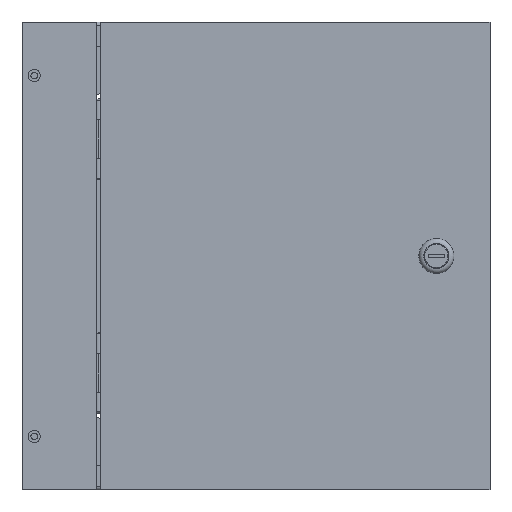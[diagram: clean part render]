
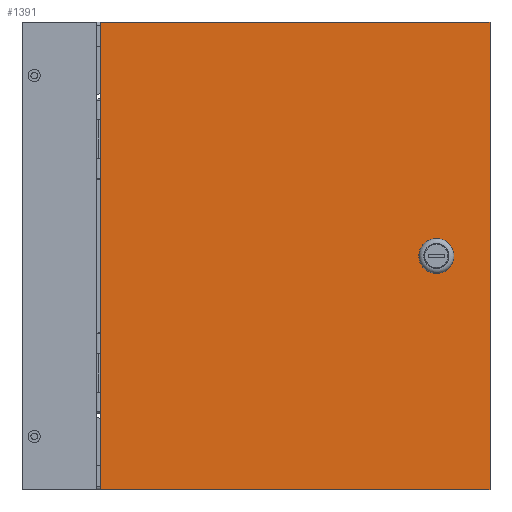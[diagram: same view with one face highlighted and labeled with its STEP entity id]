
A CAD part, front view. The second image highlights one B-rep face of the part: STEP entity #1391.
In plain terms, the highlighted planar face has unit normal (0, -1, 0).
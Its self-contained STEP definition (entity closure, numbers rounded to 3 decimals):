
#1391 = ADVANCED_FACE( '', ( #2928, #2929 ), #2930, .T. );
#2928 = FACE_BOUND( '', #15873, .T. );
#2929 = FACE_OUTER_BOUND( '', #15874, .T. );
#2930 = PLANE( '', #15875 );
#15873 = EDGE_LOOP( '', ( #35137, #35138, #35139, #35140 ) );
#15874 = EDGE_LOOP( '', ( #35141, #35142, #35143, #35144 ) );
#15875 = AXIS2_PLACEMENT_3D( '', #35145, #35146, #35147 );
#35137 = ORIENTED_EDGE( '', *, *, #38631, .F. );
#35138 = ORIENTED_EDGE( '', *, *, #39138, .F. );
#35139 = ORIENTED_EDGE( '', *, *, #39139, .F. );
#35140 = ORIENTED_EDGE( '', *, *, #39140, .F. );
#35141 = ORIENTED_EDGE( '', *, *, #39141, .T. );
#35142 = ORIENTED_EDGE( '', *, *, #39142, .T. );
#35143 = ORIENTED_EDGE( '', *, *, #39143, .T. );
#35144 = ORIENTED_EDGE( '', *, *, #38238, .T. );
#35145 = CARTESIAN_POINT( '', ( 0., 0., 0. ) );
#35146 = DIRECTION( '', ( 0., -1., 0. ) );
#35147 = DIRECTION( '', ( 0., 0., -1. ) );
#38238 = EDGE_CURVE( '', #40221, #40222, #40223, .T. );
#38631 = EDGE_CURVE( '', #40890, #40892, #40893, .T. );
#39138 = EDGE_CURVE( '', #41686, #40890, #41687, .T. );
#39139 = EDGE_CURVE( '', #41688, #41686, #41689, .T. );
#39140 = EDGE_CURVE( '', #40892, #41688, #41690, .T. );
#39141 = EDGE_CURVE( '', #40222, #41691, #41692, .T. );
#39142 = EDGE_CURVE( '', #41691, #41693, #41694, .T. );
#39143 = EDGE_CURVE( '', #41693, #40221, #41695, .T. );
#40221 = VERTEX_POINT( '', #43215 );
#40222 = VERTEX_POINT( '', #43216 );
#40223 = LINE( '', #43217, #43218 );
#40890 = VERTEX_POINT( '', #44657 );
#40892 = VERTEX_POINT( '', #44660 );
#40893 = CIRCLE( '', #44661, 9.716 );
#41686 = VERTEX_POINT( '', #46624 );
#41687 = LINE( '', #46625, #46626 );
#41688 = VERTEX_POINT( '', #46627 );
#41689 = CIRCLE( '', #46628, 9.716 );
#41690 = LINE( '', #46629, #46630 );
#41691 = VERTEX_POINT( '', #46631 );
#41692 = LINE( '', #46632, #46633 );
#41693 = VERTEX_POINT( '', #46634 );
#41694 = LINE( '', #46635, #46636 );
#41695 = LINE( '', #46637, #46638 );
#43215 = CARTESIAN_POINT( '', ( 127., 0., 152.4 ) );
#43216 = CARTESIAN_POINT( '', ( -127., 0., 152.4 ) );
#43217 = CARTESIAN_POINT( '', ( 127., 0., 152.4 ) );
#43218 = VECTOR( '', #49242, 1000. );
#44657 = CARTESIAN_POINT( '', ( 100.203, 0., 5.322 ) );
#44660 = CARTESIAN_POINT( '', ( 83.947, 0., 5.322 ) );
#44661 = AXIS2_PLACEMENT_3D( '', #49634, #49635, #49636 );
#46624 = CARTESIAN_POINT( '', ( 100.203, 0., -5.322 ) );
#46625 = CARTESIAN_POINT( '', ( 100.203, 0., 5.322 ) );
#46626 = VECTOR( '', #50101, 1000. );
#46627 = CARTESIAN_POINT( '', ( 83.947, 0., -5.322 ) );
#46628 = AXIS2_PLACEMENT_3D( '', #50102, #50103, #50104 );
#46629 = CARTESIAN_POINT( '', ( 83.947, 0., 5.322 ) );
#46630 = VECTOR( '', #50105, 1000. );
#46631 = CARTESIAN_POINT( '', ( -127., 0., -152.4 ) );
#46632 = CARTESIAN_POINT( '', ( -127., 0., 152.4 ) );
#46633 = VECTOR( '', #50106, 1000. );
#46634 = CARTESIAN_POINT( '', ( 127., 0., -152.4 ) );
#46635 = CARTESIAN_POINT( '', ( -127., 0., -152.4 ) );
#46636 = VECTOR( '', #50107, 1000. );
#46637 = CARTESIAN_POINT( '', ( 127., 0., -152.4 ) );
#46638 = VECTOR( '', #50108, 1000. );
#49242 = DIRECTION( '', ( -1., 0., 0. ) );
#49634 = CARTESIAN_POINT( '', ( 92.075, 0., 0. ) );
#49635 = DIRECTION( '', ( 0., -1., 0. ) );
#49636 = DIRECTION( '', ( 1., 0., 0. ) );
#50101 = DIRECTION( '', ( 0., 0., 1. ) );
#50102 = CARTESIAN_POINT( '', ( 92.075, 0., 0. ) );
#50103 = DIRECTION( '', ( 0., -1., 0. ) );
#50104 = DIRECTION( '', ( 1., 0., 0. ) );
#50105 = DIRECTION( '', ( 0., 0., -1. ) );
#50106 = DIRECTION( '', ( 0., 0., -1. ) );
#50107 = DIRECTION( '', ( 1., 0., 0. ) );
#50108 = DIRECTION( '', ( 0., 0., 1. ) );
